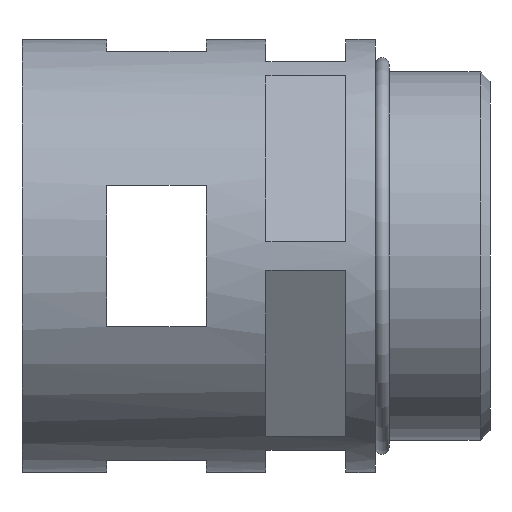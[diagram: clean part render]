
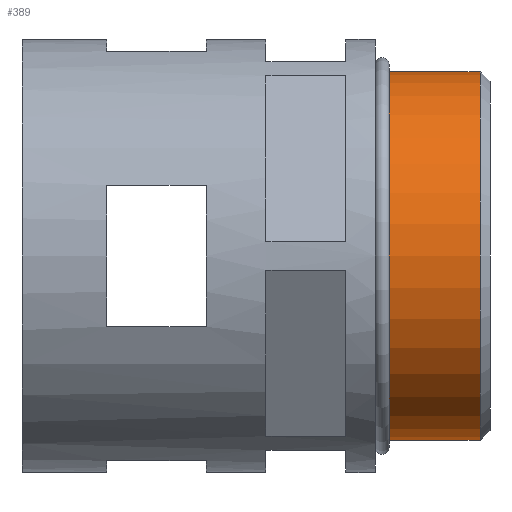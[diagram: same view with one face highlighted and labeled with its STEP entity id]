
A CAD part, left-side view. The second image highlights one B-rep face of the part: STEP entity #389.
In plain terms, the highlighted cylindrical face has radius 18.5 mm (diameter 37 mm), a partial arc.
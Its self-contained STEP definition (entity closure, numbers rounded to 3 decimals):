
#108 = CARTESIAN_POINT ( 'NONE',  ( 0., -19.852, 18.5 ) ) ;
#110 = CARTESIAN_POINT ( 'NONE',  ( 0., -10.377, 18.5 ) ) ;
#111 = CARTESIAN_POINT ( 'NONE',  ( 0., -10.377, -18.5 ) ) ;
#112 = CARTESIAN_POINT ( 'NONE',  ( 0., -19.852, -18.5 ) ) ;
#203 = VERTEX_POINT ( 'NONE', #112 ) ;
#204 = VERTEX_POINT ( 'NONE', #111 ) ;
#205 = VERTEX_POINT ( 'NONE', #110 ) ;
#207 = VERTEX_POINT ( 'NONE', #108 ) ;
#304 = VECTOR ( 'NONE', #2010, 1000. ) ;
#307 = VECTOR ( 'NONE', #2007, 1000. ) ;
#311 = AXIS2_PLACEMENT_3D ( 'NONE', #1959, #1960, #1961 ) ;
#315 = AXIS2_PLACEMENT_3D ( 'NONE', #1956, #1957, #1958 ) ;
#389 = ADVANCED_FACE ( 'NONE', ( #1259 ), #1314, .T. ) ;
#518 = CIRCLE ( 'NONE', #311, 18.5 ) ;
#519 = CIRCLE ( 'NONE', #315, 18.5 ) ;
#580 = EDGE_CURVE ( 'NONE', #203, #207, #519, .T. ) ;
#581 = EDGE_CURVE ( 'NONE', #205, #204, #518, .T. ) ;
#596 = EDGE_CURVE ( 'NONE', #203, #204, #2005, .T. ) ;
#597 = EDGE_CURVE ( 'NONE', #207, #205, #2008, .T. ) ;
#739 = ORIENTED_EDGE ( 'NONE', *, *, #597, .T. ) ;
#742 = ORIENTED_EDGE ( 'NONE', *, *, #596, .F. ) ;
#767 = ORIENTED_EDGE ( 'NONE', *, *, #581, .T. ) ;
#768 = ORIENTED_EDGE ( 'NONE', *, *, #580, .T. ) ;
#1259 = FACE_OUTER_BOUND ( 'NONE', #2217, .T. ) ;
#1283 = AXIS2_PLACEMENT_3D ( 'NONE', #1346, #1345, #1344 ) ;
#1314 = CYLINDRICAL_SURFACE ( 'NONE', #1283, 18.5 ) ;
#1344 = DIRECTION ( 'NONE',  ( 0., 0., 1. ) ) ;
#1345 = DIRECTION ( 'NONE',  ( 0., 1., 0. ) ) ;
#1346 = CARTESIAN_POINT ( 'NONE',  ( 0., 22.403, 0. ) ) ;
#1956 = CARTESIAN_POINT ( 'NONE',  ( 0., -19.852, 0. ) ) ;
#1957 = DIRECTION ( 'NONE',  ( 0., 1., 0. ) ) ;
#1958 = DIRECTION ( 'NONE',  ( 0., 0., 1. ) ) ;
#1959 = CARTESIAN_POINT ( 'NONE',  ( 0., -10.377, 0. ) ) ;
#1960 = DIRECTION ( 'NONE',  ( 0., -1., 0. ) ) ;
#1961 = DIRECTION ( 'NONE',  ( 0., 0., 1. ) ) ;
#2005 = LINE ( 'NONE', #2006, #307 ) ;
#2006 = CARTESIAN_POINT ( 'NONE',  ( 0., 22.403, -18.5 ) ) ;
#2007 = DIRECTION ( 'NONE',  ( 0., 1., 0. ) ) ;
#2008 = LINE ( 'NONE', #2009, #304 ) ;
#2009 = CARTESIAN_POINT ( 'NONE',  ( 0., 22.403, 18.5 ) ) ;
#2010 = DIRECTION ( 'NONE',  ( 0., 1., 0. ) ) ;
#2217 = EDGE_LOOP ( 'NONE', ( #742, #768, #739, #767 ) ) ;
